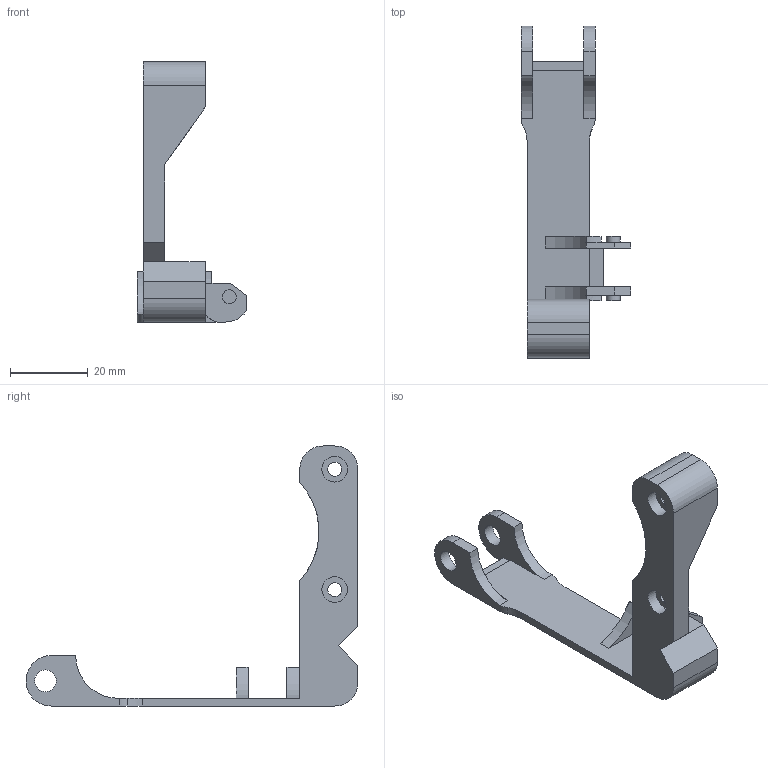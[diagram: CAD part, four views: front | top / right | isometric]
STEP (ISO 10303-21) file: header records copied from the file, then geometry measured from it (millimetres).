
FILE_DESCRIPTION((''),'2;1');
FILE_NAME('Eje_X_acople_cadeneta_izquierda.stp','2014-12-04T16:31:44',('user1'),(''),'Autodesk Inventor 2008','Autodesk Inventor 2008','');
FILE_SCHEMA(('AUTOMOTIVE_DESIGN { 1 0 10303 214 1 1 1 1 }'));
Length unit declared in the file: millimetre
Products named in the file (1): Eje_X_acople_cadeneta_izquierda
Bounding box: 28.15 x 85.5 x 67 mm (x, y, z)
Volume: 12703.6 mm3; surface area: 7914.5 mm2
Topology: 1 solids, 1 shells, 72 faces, 197 edges, 131 vertices
Faces by surface type: plane 44, cylinder 20, bspline 8
Full cylindrical faces by diameter (mm): 3.6 x2, 5.6 x2
Entity records: 2352 total; most frequent: CARTESIAN_POINT 497, DIRECTION 374, ORIENTED_EDGE 374, EDGE_CURVE 187, VECTOR 130, LINE 130, VERTEX_POINT 129, AXIS2_PLACEMENT_3D 122
